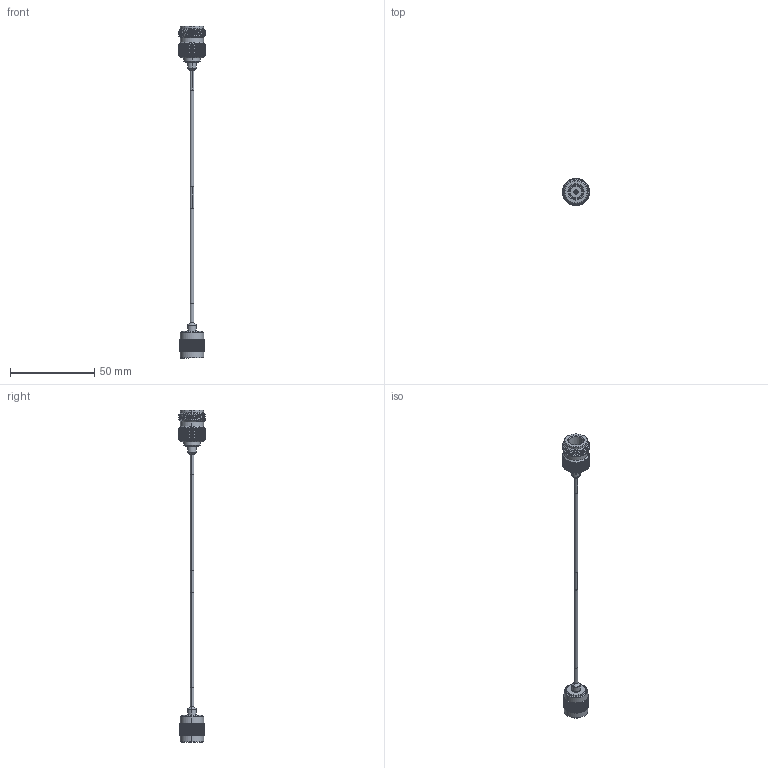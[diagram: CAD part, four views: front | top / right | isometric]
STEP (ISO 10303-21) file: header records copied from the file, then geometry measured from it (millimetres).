
FILE_DESCRIPTION (( 'STEP AP214' ), '1' );
FILE_NAME ('LCCA30584.step', '2020-06-23T21:13:50', ( '' ), ( '' ), 'SwSTEP 2.0', 'SolidWorks 2018', '' );
FILE_SCHEMA (( 'AUTOMOTIVE_DESIGN' ));
Length unit declared in the file: inch
Products named in the file (6): LC085TB (085 FORMABLE); LCCN3054; LCCN3044_HS; LCCN3058; 1AW01-002_.08 ID; LCCA30584
Assembly tree (6 placements, depth 2):
  LCCA30584
    LC085TB (085 FORMABLE)
    1AW01-002_.08 ID
    LCCN3044_HS  x2
    LCCN3054
    LCCN3058
Bounding box: 16 x 16 x 197.61 mm (x, y, z)
Volume: 5670.5 mm3; surface area: 5735.3 mm2
Topology: 6 solids, 6 shells, 4511 faces, 9578 edges, 5097 vertices
Faces by surface type: bspline 3490, cylinder 910, plane 63, cone 40, torus 8
Entity records: 176600 total; most frequent: CARTESIAN_POINT 118269, ORIENTED_EDGE 19128, EDGE_CURVE 9564, VERTEX_POINT 5089, EDGE_LOOP 4523, ADVANCED_FACE 4503, FACE_OUTER_BOUND 4503, B_SPLINE_CURVE_WITH_KNOTS 4191
